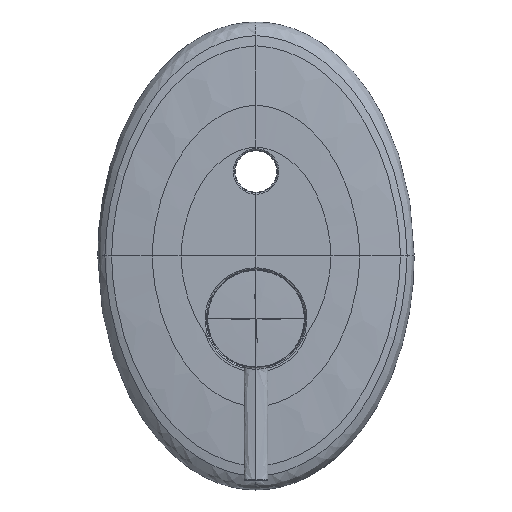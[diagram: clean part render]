
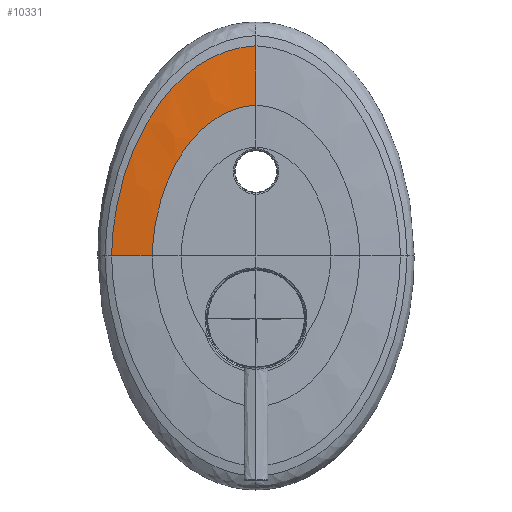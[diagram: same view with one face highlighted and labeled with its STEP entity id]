
A CAD part, top view. The second image highlights one B-rep face of the part: STEP entity #10331.
In plain terms, the highlighted free-form (B-spline) face has degree [3, 3] with [7, 4] control points.
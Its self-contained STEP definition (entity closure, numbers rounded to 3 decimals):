
#6902=CARTESIAN_POINT('',(-66.705,29.,-8.597));
#6904=CARTESIAN_POINT('',(0.,125.979,-7.886));
#6905=CARTESIAN_POINT('',(-8.557,125.668,
-7.945));
#6906=CARTESIAN_POINT('',(-25.667,120.192,
-8.064));
#6907=CARTESIAN_POINT('',(-47.567,98.52,
-8.242));
#6908=CARTESIAN_POINT('',(-62.505,66.546,
-8.42));
#6909=CARTESIAN_POINT('',(-66.399,41.517,
-8.538));
#6910=CARTESIAN_POINT('',(-66.705,29.,-8.597));
#6928=CARTESIAN_POINT('',(-66.705,29.,-8.597));
#6929=CARTESIAN_POINT('',(-60.477,29.,-7.584));
#6930=CARTESIAN_POINT('',(-54.201,29.,-6.865));
#6931=CARTESIAN_POINT('',(-47.904,29.,-6.445));
#6933=CARTESIAN_POINT('',(0.,98.577,-6.));
#6934=CARTESIAN_POINT('',(-6.141,98.349,
-6.037));
#6935=CARTESIAN_POINT('',(-18.421,94.413,
-6.111));
#6936=CARTESIAN_POINT('',(-34.141,78.863,
-6.222));
#6937=CARTESIAN_POINT('',(-44.871,55.929,
-6.333));
#6938=CARTESIAN_POINT('',(-47.678,37.978,
-6.408));
#6939=CARTESIAN_POINT('',(-47.904,29.,-6.445));
#6954=CARTESIAN_POINT('',(0.,125.979,-7.886));
#6955=CARTESIAN_POINT('',(0.,116.902,-6.631));
#6956=CARTESIAN_POINT('',(0.,107.74,-6.));
#6957=CARTESIAN_POINT('',(0.,98.577,-6.));
#7001=CARTESIAN_POINT('',(0.,125.979,-7.886));
#7832=VERTEX_POINT('',#7001);
#7833=VERTEX_POINT('',#6957);
#7847=VERTEX_POINT('',#6902);
#7848=VERTEX_POINT('',#6931);
#10294=CARTESIAN_POINT('',(1.289,126.279,
-7.915));
#10295=CARTESIAN_POINT('',(1.166,117.021,
-6.619));
#10296=CARTESIAN_POINT('',(1.043,107.672,
-5.976));
#10297=CARTESIAN_POINT('',(0.919,98.323,
-5.995));
#10298=CARTESIAN_POINT('',(-7.72,126.209,
-7.977));
#10299=CARTESIAN_POINT('',(-6.984,116.951,
-6.702));
#10300=CARTESIAN_POINT('',(-6.245,107.608,
-6.052));
#10301=CARTESIAN_POINT('',(-5.503,98.267,
-6.033));
#10302=CARTESIAN_POINT('',(-25.372,120.811,
-8.097));
#10303=CARTESIAN_POINT('',(-22.954,112.057,
-6.866));
#10304=CARTESIAN_POINT('',(-20.523,103.235,
-6.201));
#10305=CARTESIAN_POINT('',(-18.087,94.413,
-6.106));
#10306=CARTESIAN_POINT('',(-47.701,98.715,
-8.276));
#10307=CARTESIAN_POINT('',(-43.156,92.062,
-7.109));
#10308=CARTESIAN_POINT('',(-38.587,85.364,
-6.421));
#10309=CARTESIAN_POINT('',(-34.007,78.666,
-6.216));
#10310=CARTESIAN_POINT('',(-62.851,66.286,
-8.454));
#10311=CARTESIAN_POINT('',(-56.869,62.726,
-7.351));
#10312=CARTESIAN_POINT('',(-50.85,59.144,
-6.64));
#10313=CARTESIAN_POINT('',(-44.816,55.562,
-6.325));
#10314=CARTESIAN_POINT('',(-66.716,40.692,
-8.573));
#10315=CARTESIAN_POINT('',(-60.376,39.576,
-7.514));
#10316=CARTESIAN_POINT('',(-53.989,38.452,
-6.788));
#10317=CARTESIAN_POINT('',(-47.584,37.329,
-6.399));
#10318=CARTESIAN_POINT('',(-66.917,27.711,
-8.634));
#10319=CARTESIAN_POINT('',(-60.563,27.834,
-7.596));
#10320=CARTESIAN_POINT('',(-54.159,27.958,
-6.862));
#10321=CARTESIAN_POINT('',(-47.735,28.082,
-6.436));
#10322=B_SPLINE_SURFACE_WITH_KNOTS('',3,3,((#10294,#10295,#10296,#10297),
(#10298,#10299,#10300,#10301),(#10302,#10303,#10304,#10305),(#10306,#10307,
#10308,#10309),(#10310,#10311,#10312,#10313),(#10314,#10315,#10316,#10317),(
#10318,#10319,#10320,#10321)),.UNSPECIFIED.,.F.,.F.,.F.,(4,1,1,1,4),(4,4),(
-0.013,0.25,0.5,0.75,1.009),(0.134,
0.384),.UNSPECIFIED.);
#10323=ORIENTED_EDGE('',*,*,#10277,.F.);
#10324=ORIENTED_EDGE('',*,*,#10190,.F.);
#10326=ORIENTED_EDGE('',*,*,#10325,.T.);
#10328=ORIENTED_EDGE('',*,*,#10327,.T.);
#10329=EDGE_LOOP('',(#10323,#10324,#10326,#10328));
#10330=FACE_OUTER_BOUND('',#10329,.F.);
#10331=ADVANCED_FACE('',(#10330),#10322,.T.);
#6911=B_SPLINE_CURVE_WITH_KNOTS('',3,(#6904,#6905,#6906,#6907,#6908,#6909,
#6910),.UNSPECIFIED.,.F.,.F.,(4,1,1,1,4),(0.,0.25,0.5,0.75,1.),
.UNSPECIFIED.);
#6932=B_SPLINE_CURVE_WITH_KNOTS('',3,(#6928,#6929,#6930,#6931),.UNSPECIFIED.,
.F.,.F.,(4,4),(0.,1.),.UNSPECIFIED.);
#6940=B_SPLINE_CURVE_WITH_KNOTS('',3,(#6933,#6934,#6935,#6936,#6937,#6938,
#6939),.UNSPECIFIED.,.F.,.F.,(4,1,1,1,4),(0.,0.25,0.5,0.75,1.),
.UNSPECIFIED.);
#6958=B_SPLINE_CURVE_WITH_KNOTS('',3,(#6954,#6955,#6956,#6957),.UNSPECIFIED.,
.F.,.F.,(4,4),(0.,1.),.UNSPECIFIED.);
#10190=EDGE_CURVE('',#7832,#7847,#6911,.T.);
#10277=EDGE_CURVE('',#7847,#7848,#6932,.T.);
#10325=EDGE_CURVE('',#7832,#7833,#6958,.T.);
#10327=EDGE_CURVE('',#7833,#7848,#6940,.T.);
